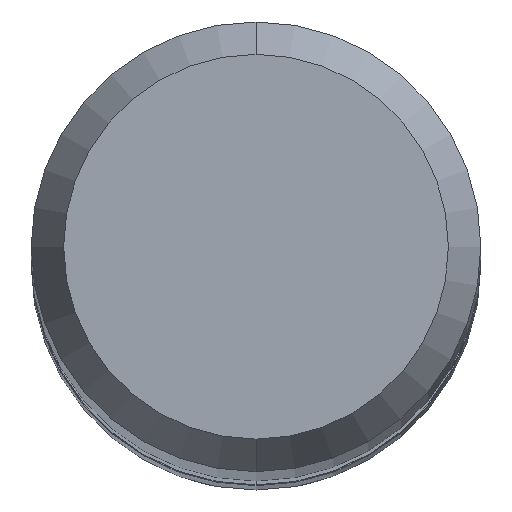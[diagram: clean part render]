
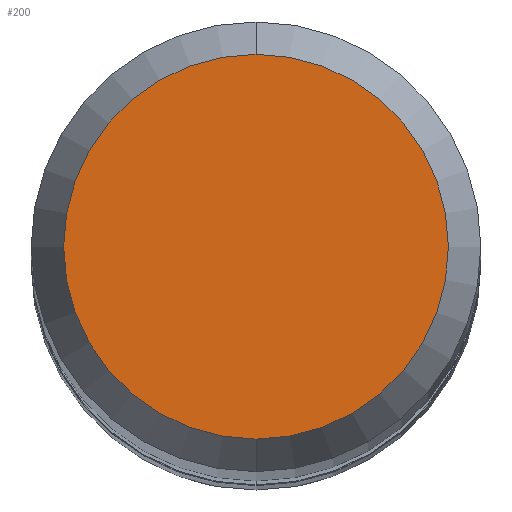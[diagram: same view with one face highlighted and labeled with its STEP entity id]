
A CAD part, top view. The second image highlights one B-rep face of the part: STEP entity #200.
In plain terms, the highlighted planar face has unit normal (0, 0, 1).
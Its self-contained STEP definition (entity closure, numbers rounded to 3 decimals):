
#108=VERTEX_POINT('',#269);
#110=EDGE_CURVE('',#134,#108,#271,.T.);
#134=VERTEX_POINT('',#296);
#190=EDGE_CURVE('',#108,#134,#364,.T.);
#200=ADVANCED_FACE('',(#374),#375,.T.);
#269=CARTESIAN_POINT('',(0.,-1.358,0.01));
#271=CIRCLE('',#447,1.358);
#296=CARTESIAN_POINT('',(0.0,1.358,0.01));
#364=CIRCLE('',#561,1.358);
#374=FACE_OUTER_BOUND('',#573,.T.);
#375=PLANE('',#574);
#447=AXIS2_PLACEMENT_3D('',#646,#647,#648);
#561=AXIS2_PLACEMENT_3D('',#761,#762,#763);
#573=EDGE_LOOP('',(#770,#771));
#574=AXIS2_PLACEMENT_3D('',#772,#773,#774);
#646=CARTESIAN_POINT('',(0.0,0.0,0.01));
#647=DIRECTION('',(0.0,0.0,-1.0));
#648=DIRECTION('',(0.0,1.0,0.0));
#761=CARTESIAN_POINT('',(0.0,0.0,0.01));
#762=DIRECTION('',(0.0,0.0,-1.0));
#763=DIRECTION('',(0.0,1.0,0.0));
#770=ORIENTED_EDGE('',*,*,#110,.F.);
#771=ORIENTED_EDGE('',*,*,#190,.F.);
#772=CARTESIAN_POINT('',(0.0,0.679,0.01));
#773=DIRECTION('',(-0.0,0.0,1.0));
#774=DIRECTION('',(0.0,-1.0,0.0));
